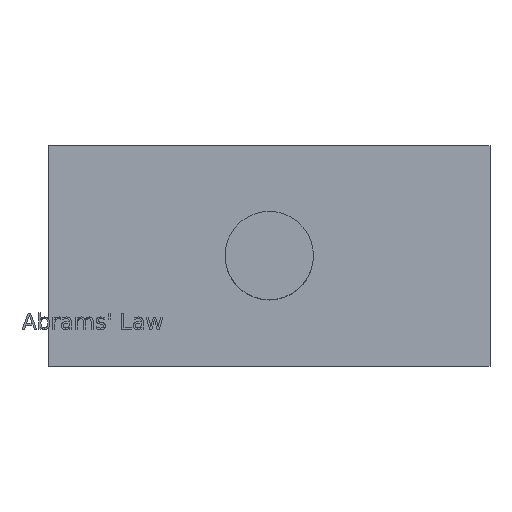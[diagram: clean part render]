
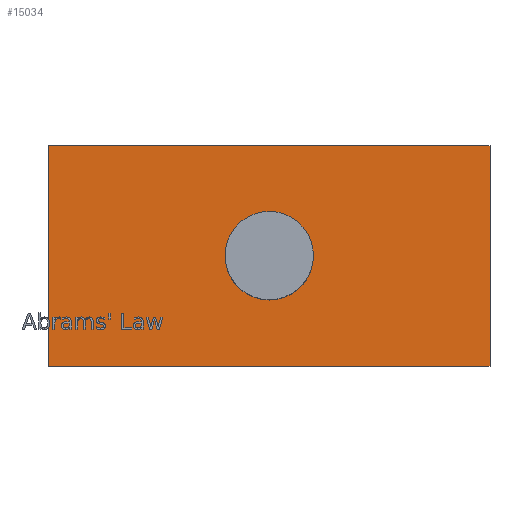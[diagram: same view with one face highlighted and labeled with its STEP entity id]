
A CAD part, top view. The second image highlights one B-rep face of the part: STEP entity #15034.
In plain terms, the highlighted planar face has unit normal (0, 0, 1).
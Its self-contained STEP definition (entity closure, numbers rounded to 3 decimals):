
#14720 = VERTEX_POINT('',#14721);
#14721 = CARTESIAN_POINT('',(-50.,-25.,5.));
#14728 = PLANE('',#14729);
#14729 = AXIS2_PLACEMENT_3D('',#14730,#14731,#14732);
#14730 = CARTESIAN_POINT('',(-50.,-25.,-5.));
#14731 = DIRECTION('',(1.,0.,-0.));
#14732 = DIRECTION('',(0.,0.,1.));
#14740 = PLANE('',#14741);
#14741 = AXIS2_PLACEMENT_3D('',#14742,#14743,#14744);
#14742 = CARTESIAN_POINT('',(-50.,-25.,-5.));
#14743 = DIRECTION('',(-0.,1.,0.));
#14744 = DIRECTION('',(0.,0.,1.));
#14781 = VERTEX_POINT('',#14782);
#14782 = CARTESIAN_POINT('',(-50.,25.,5.));
#14796 = PLANE('',#14797);
#14797 = AXIS2_PLACEMENT_3D('',#14798,#14799,#14800);
#14798 = CARTESIAN_POINT('',(-50.,25.,-5.));
#14799 = DIRECTION('',(-0.,1.,0.));
#14800 = DIRECTION('',(0.,0.,1.));
#14808 = EDGE_CURVE('',#14720,#14781,#14809,.T.);
#14809 = SURFACE_CURVE('',#14810,(#14814,#14821),.PCURVE_S1.);
#14810 = LINE('',#14811,#14812);
#14811 = CARTESIAN_POINT('',(-50.,-25.,5.));
#14812 = VECTOR('',#14813,1.);
#14813 = DIRECTION('',(-0.,1.,0.));
#14814 = PCURVE('',#14728,#14815);
#14815 = DEFINITIONAL_REPRESENTATION('',(#14816),#14820);
#14816 = LINE('',#14817,#14818);
#14817 = CARTESIAN_POINT('',(10.,0.));
#14818 = VECTOR('',#14819,1.);
#14819 = DIRECTION('',(0.,-1.));
#14820 = ( GEOMETRIC_REPRESENTATION_CONTEXT(2) 
PARAMETRIC_REPRESENTATION_CONTEXT() REPRESENTATION_CONTEXT('2D SPACE',''
  ) );
#14821 = PCURVE('',#14822,#14827);
#14822 = PLANE('',#14823);
#14823 = AXIS2_PLACEMENT_3D('',#14824,#14825,#14826);
#14824 = CARTESIAN_POINT('',(-50.,-25.,5.));
#14825 = DIRECTION('',(0.,0.,1.));
#14826 = DIRECTION('',(1.,0.,-0.));
#14827 = DEFINITIONAL_REPRESENTATION('',(#14828),#14832);
#14828 = LINE('',#14829,#14830);
#14829 = CARTESIAN_POINT('',(0.,0.));
#14830 = VECTOR('',#14831,1.);
#14831 = DIRECTION('',(0.,1.));
#14832 = ( GEOMETRIC_REPRESENTATION_CONTEXT(2) 
PARAMETRIC_REPRESENTATION_CONTEXT() REPRESENTATION_CONTEXT('2D SPACE',''
  ) );
#14840 = VERTEX_POINT('',#14841);
#14841 = CARTESIAN_POINT('',(50.,-25.,5.));
#14848 = PLANE('',#14849);
#14849 = AXIS2_PLACEMENT_3D('',#14850,#14851,#14852);
#14850 = CARTESIAN_POINT('',(50.,-25.,-5.));
#14851 = DIRECTION('',(1.,0.,-0.));
#14852 = DIRECTION('',(0.,0.,1.));
#14891 = VERTEX_POINT('',#14892);
#14892 = CARTESIAN_POINT('',(50.,25.,5.));
#14913 = EDGE_CURVE('',#14840,#14891,#14914,.T.);
#14914 = SURFACE_CURVE('',#14915,(#14919,#14926),.PCURVE_S1.);
#14915 = LINE('',#14916,#14917);
#14916 = CARTESIAN_POINT('',(50.,-25.,5.));
#14917 = VECTOR('',#14918,1.);
#14918 = DIRECTION('',(-0.,1.,0.));
#14919 = PCURVE('',#14848,#14920);
#14920 = DEFINITIONAL_REPRESENTATION('',(#14921),#14925);
#14921 = LINE('',#14922,#14923);
#14922 = CARTESIAN_POINT('',(10.,0.));
#14923 = VECTOR('',#14924,1.);
#14924 = DIRECTION('',(0.,-1.));
#14925 = ( GEOMETRIC_REPRESENTATION_CONTEXT(2) 
PARAMETRIC_REPRESENTATION_CONTEXT() REPRESENTATION_CONTEXT('2D SPACE',''
  ) );
#14926 = PCURVE('',#14822,#14927);
#14927 = DEFINITIONAL_REPRESENTATION('',(#14928),#14932);
#14928 = LINE('',#14929,#14930);
#14929 = CARTESIAN_POINT('',(100.,0.));
#14930 = VECTOR('',#14931,1.);
#14931 = DIRECTION('',(0.,1.));
#14932 = ( GEOMETRIC_REPRESENTATION_CONTEXT(2) 
PARAMETRIC_REPRESENTATION_CONTEXT() REPRESENTATION_CONTEXT('2D SPACE',''
  ) );
#14959 = EDGE_CURVE('',#14720,#14840,#14960,.T.);
#14960 = SURFACE_CURVE('',#14961,(#14965,#14972),.PCURVE_S1.);
#14961 = LINE('',#14962,#14963);
#14962 = CARTESIAN_POINT('',(-50.,-25.,5.));
#14963 = VECTOR('',#14964,1.);
#14964 = DIRECTION('',(1.,0.,-0.));
#14965 = PCURVE('',#14740,#14966);
#14966 = DEFINITIONAL_REPRESENTATION('',(#14967),#14971);
#14967 = LINE('',#14968,#14969);
#14968 = CARTESIAN_POINT('',(10.,0.));
#14969 = VECTOR('',#14970,1.);
#14970 = DIRECTION('',(0.,1.));
#14971 = ( GEOMETRIC_REPRESENTATION_CONTEXT(2) 
PARAMETRIC_REPRESENTATION_CONTEXT() REPRESENTATION_CONTEXT('2D SPACE',''
  ) );
#14972 = PCURVE('',#14822,#14973);
#14973 = DEFINITIONAL_REPRESENTATION('',(#14974),#14978);
#14974 = LINE('',#14975,#14976);
#14975 = CARTESIAN_POINT('',(0.,0.));
#14976 = VECTOR('',#14977,1.);
#14977 = DIRECTION('',(1.,0.));
#14978 = ( GEOMETRIC_REPRESENTATION_CONTEXT(2) 
PARAMETRIC_REPRESENTATION_CONTEXT() REPRESENTATION_CONTEXT('2D SPACE',''
  ) );
#15006 = EDGE_CURVE('',#14781,#14891,#15007,.T.);
#15007 = SURFACE_CURVE('',#15008,(#15012,#15019),.PCURVE_S1.);
#15008 = LINE('',#15009,#15010);
#15009 = CARTESIAN_POINT('',(-50.,25.,5.));
#15010 = VECTOR('',#15011,1.);
#15011 = DIRECTION('',(1.,0.,-0.));
#15012 = PCURVE('',#14796,#15013);
#15013 = DEFINITIONAL_REPRESENTATION('',(#15014),#15018);
#15014 = LINE('',#15015,#15016);
#15015 = CARTESIAN_POINT('',(10.,0.));
#15016 = VECTOR('',#15017,1.);
#15017 = DIRECTION('',(0.,1.));
#15018 = ( GEOMETRIC_REPRESENTATION_CONTEXT(2) 
PARAMETRIC_REPRESENTATION_CONTEXT() REPRESENTATION_CONTEXT('2D SPACE',''
  ) );
#15019 = PCURVE('',#14822,#15020);
#15020 = DEFINITIONAL_REPRESENTATION('',(#15021),#15025);
#15021 = LINE('',#15022,#15023);
#15022 = CARTESIAN_POINT('',(0.,50.));
#15023 = VECTOR('',#15024,1.);
#15024 = DIRECTION('',(1.,0.));
#15025 = ( GEOMETRIC_REPRESENTATION_CONTEXT(2) 
PARAMETRIC_REPRESENTATION_CONTEXT() REPRESENTATION_CONTEXT('2D SPACE',''
  ) );
#15034 = ADVANCED_FACE('',(#15035),#14822,.T.);
#15035 = FACE_BOUND('',#15036,.T.);
#15036 = EDGE_LOOP('',(#15037,#15038,#15039,#15040));
#15037 = ORIENTED_EDGE('',*,*,#14808,.F.);
#15038 = ORIENTED_EDGE('',*,*,#14959,.T.);
#15039 = ORIENTED_EDGE('',*,*,#14913,.T.);
#15040 = ORIENTED_EDGE('',*,*,#15006,.F.);
